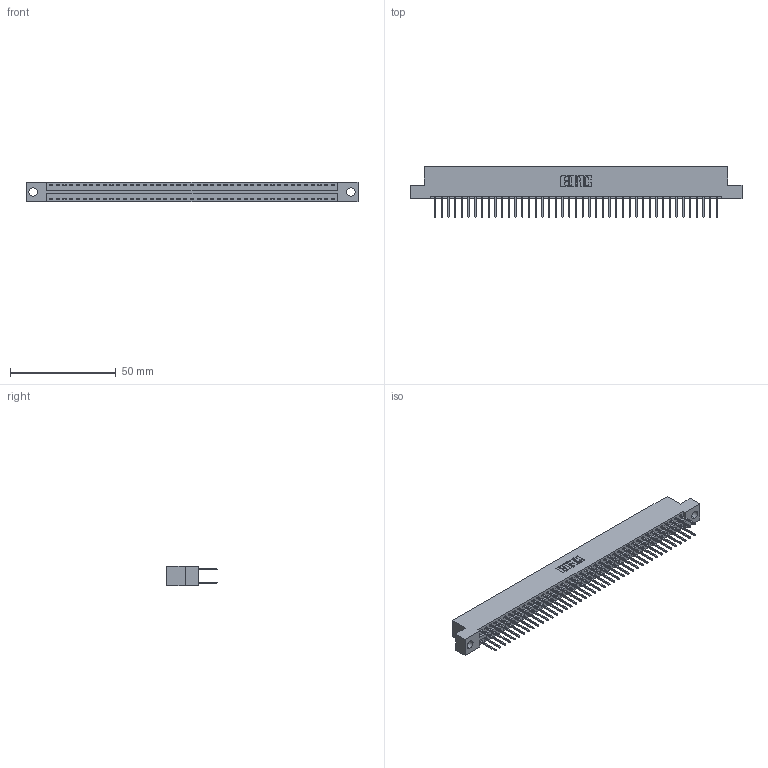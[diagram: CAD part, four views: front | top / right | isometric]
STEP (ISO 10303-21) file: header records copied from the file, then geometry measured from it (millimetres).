
FILE_DESCRIPTION (( 'STEP AP203' ), '1' );
FILE_NAME ('346-086-526-204.STEP', '2022-05-25T22:16:02', ( '' ), ( '' ), 'SwSTEP 2.0', 'SolidWorks 2020', '' );
FILE_SCHEMA (( 'CONFIG_CONTROL_DESIGN' ));
Length unit declared in the file: inch
Products named in the file (3): 346 Part_Flush Mounting Lugs - 0.156 Dia-TH; 345-292-001_345-293-126; 346-086-526-204
Assembly tree (87 placements, depth 2):
  346-086-526-204
    346 Part_Flush Mounting Lugs - 0.156 Dia-TH
    345-292-001_345-293-126  x86
Bounding box: 157.1 x 24.13 x 9.4 mm (x, y, z)
Volume: 15362 mm3; surface area: 21610.9 mm2
Topology: 87 solids, 87 shells, 4608 faces, 13695 edges, 9014 vertices
Faces by surface type: plane 3100, cylinder 1508
Entity records: 28365 total; most frequent: CARTESIAN_POINT 4678, ORIENTED_EDGE 4610, DIRECTION 4173, EDGE_CURVE 2305, VECTOR 2001, LINE 2001, VERTEX_POINT 1534, AXIS2_PLACEMENT_3D 1086
